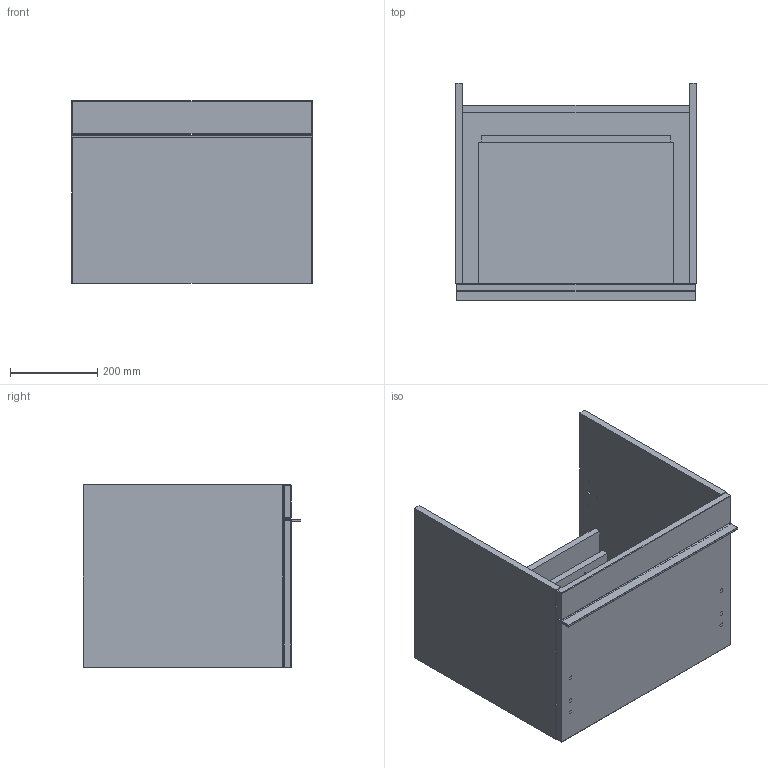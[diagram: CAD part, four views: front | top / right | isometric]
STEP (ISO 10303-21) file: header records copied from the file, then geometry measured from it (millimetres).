
FILE_DESCRIPTION((' '),'2;1');
FILE_NAME('A932.stp','2022-05-18T07:35:51',(' '),(' '),' ','ACIS',' ');
FILE_SCHEMA(('CONFIG_CONTROL_DESIGN'));
Length unit declared in the file: millimetre
Products named in the file (10): A932.stp; Körper1; Körper2; Körper3; Körper4; Körper5; Körper6; Körper7; Körper8; Körper9
Assembly tree (9 placements, depth 2):
  A932.stp
    Körper1
    Körper2
    Körper3
    Körper4
    Körper5
    Körper6
    Körper7
    Körper8
    Körper9
Bounding box: 553 x 499.5 x 420 mm (x, y, z)
Volume: 17005277.2 mm3; surface area: 2413254.1 mm2
Topology: 9 solids, 9 shells, 349 faces, 703 edges, 462 vertices
Faces by surface type: plane 226, cylinder 123
Full cylindrical faces by diameter (mm): 3 x30, 5 x15, 8 x18, 8.02 x18, 10 x8
Entity records: 10069 total; most frequent: DIRECTION 1602, CARTESIAN_POINT 1444, ORIENTED_EDGE 1228, AXIS2_PLACEMENT_3D 620, EDGE_CURVE 614, EDGE_LOOP 530, VERTEX_POINT 462, VECTOR 362
